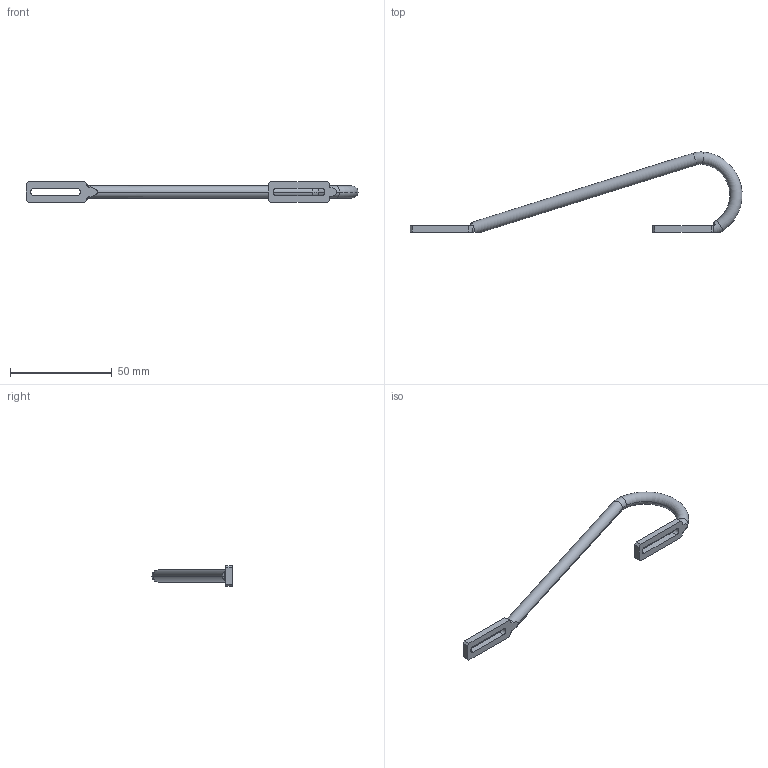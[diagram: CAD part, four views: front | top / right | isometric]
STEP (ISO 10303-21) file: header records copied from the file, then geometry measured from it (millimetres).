
FILE_DESCRIPTION (( 'STEP AP214' ), '1' );
FILE_NAME ('Guide 006 REV01.STEP', '2025-09-15T23:46:29', ( '' ), ( '' ), 'SwSTEP 2.0', 'SolidWorks 2024', '' );
FILE_SCHEMA (( 'AUTOMOTIVE_DESIGN' ));
Length unit declared in the file: millimetre
Products named in the file (1): Guide 006 REV01
Bounding box: 163.49 x 39.45 x 10 mm (x, y, z)
Volume: 5992.9 mm3; surface area: 4766.1 mm2
Topology: 1 solids, 1 shells, 56 faces, 149 edges, 95 vertices
Faces by surface type: plane 30, cylinder 9, bspline 9, torus 8
Entity records: 2179 total; most frequent: CARTESIAN_POINT 853, ORIENTED_EDGE 298, DIRECTION 235, EDGE_CURVE 149, VERTEX_POINT 95, AXIS2_PLACEMENT_3D 79, VECTOR 77, LINE 77
